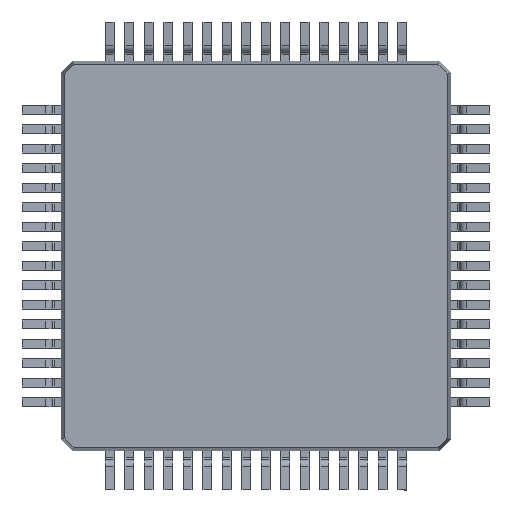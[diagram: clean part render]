
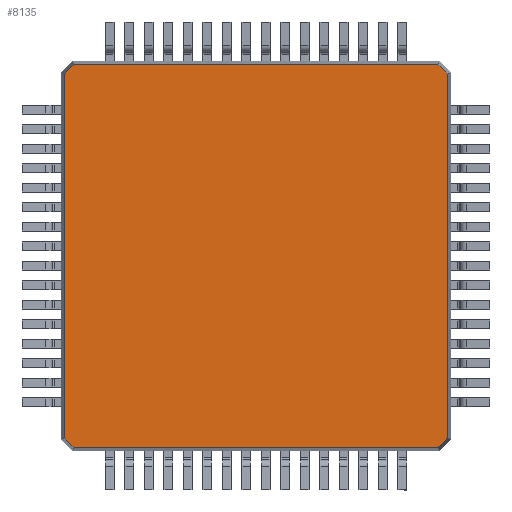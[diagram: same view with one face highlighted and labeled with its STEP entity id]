
A CAD part, front view. The second image highlights one B-rep face of the part: STEP entity #8135.
In plain terms, the highlighted planar face has unit normal (0, -1, 0).
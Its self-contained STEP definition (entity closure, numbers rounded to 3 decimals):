
#81 = ORIENTED_EDGE ( 'NONE', *, *, #259, .T. ) ;
#259 = EDGE_CURVE ( 'NONE', #19410, #16712, #27057, .T. ) ;
#1499 = VERTEX_POINT ( 'NONE', #23063 ) ;
#1572 = VECTOR ( 'NONE', #15426, 1000. ) ;
#2163 = DIRECTION ( 'NONE',  ( -0.707, 0., -0.707 ) ) ;
#2744 = LINE ( 'NONE', #18628, #26679 ) ;
#2791 = VECTOR ( 'NONE', #12587, 1000. ) ;
#3971 = VECTOR ( 'NONE', #22544, 1000. ) ;
#4005 = VECTOR ( 'NONE', #18192, 1000. ) ;
#4097 = ORIENTED_EDGE ( 'NONE', *, *, #27151, .T. ) ;
#4157 = DIRECTION ( 'NONE',  ( 0., 1., 0. ) ) ;
#4461 = AXIS2_PLACEMENT_3D ( 'NONE', #8526, #4157, #13642 ) ;
#4488 = DIRECTION ( 'NONE',  ( -1., 0., 0. ) ) ;
#5450 = CARTESIAN_POINT ( 'NONE',  ( -4.911, 0.15, -4.7 ) ) ;
#5600 = CARTESIAN_POINT ( 'NONE',  ( 4.663, 0.15, -4.911 ) ) ;
#5843 = CARTESIAN_POINT ( 'NONE',  ( 4.911, 0.15, 4.663 ) ) ;
#6512 = CARTESIAN_POINT ( 'NONE',  ( 4.663, 0.15, 4.911 ) ) ;
#8135 = ADVANCED_FACE ( 'NONE', ( #29834 ), #30278, .F. ) ;
#8526 = CARTESIAN_POINT ( 'NONE',  ( 0., 0.15, 0. ) ) ;
#8908 = VECTOR ( 'NONE', #19149, 1000. ) ;
#9532 = CARTESIAN_POINT ( 'NONE',  ( 4.7, 0.15, -4.911 ) ) ;
#9865 = VERTEX_POINT ( 'NONE', #6512 ) ;
#11163 = VERTEX_POINT ( 'NONE', #30735 ) ;
#12587 = DIRECTION ( 'NONE',  ( 0.707, 0., 0.707 ) ) ;
#13058 = LINE ( 'NONE', #5450, #3971 ) ;
#13477 = EDGE_CURVE ( 'NONE', #28077, #9865, #27844, .T. ) ;
#13642 = DIRECTION ( 'NONE',  ( 0., 0., 1. ) ) ;
#13684 = LINE ( 'NONE', #18353, #1572 ) ;
#13987 = LINE ( 'NONE', #25827, #21431 ) ;
#14525 = VERTEX_POINT ( 'NONE', #29714 ) ;
#14568 = EDGE_CURVE ( 'NONE', #14525, #28708, #13684, .T. ) ;
#14625 = EDGE_CURVE ( 'NONE', #1499, #11163, #13987, .T. ) ;
#15280 = DIRECTION ( 'NONE',  ( 0., 0., 1. ) ) ;
#15426 = DIRECTION ( 'NONE',  ( 0.707, 0., -0.707 ) ) ;
#16473 = EDGE_CURVE ( 'NONE', #28708, #19410, #26625, .T. ) ;
#16712 = VERTEX_POINT ( 'NONE', #28165 ) ;
#18192 = DIRECTION ( 'NONE',  ( -0.707, 0., 0.707 ) ) ;
#18353 = CARTESIAN_POINT ( 'NONE',  ( -4.637, 0.15, -4.937 ) ) ;
#18628 = CARTESIAN_POINT ( 'NONE',  ( -4.7, 0.15, 4.911 ) ) ;
#19149 = DIRECTION ( 'NONE',  ( 1., 0., 0. ) ) ;
#19410 = VERTEX_POINT ( 'NONE', #5600 ) ;
#20420 = ORIENTED_EDGE ( 'NONE', *, *, #20929, .T. ) ;
#20462 = ORIENTED_EDGE ( 'NONE', *, *, #13477, .T. ) ;
#20929 = EDGE_CURVE ( 'NONE', #9865, #1499, #2744, .T. ) ;
#21431 = VECTOR ( 'NONE', #2163, 1000. ) ;
#21920 = CARTESIAN_POINT ( 'NONE',  ( 4.937, 0.15, -4.637 ) ) ;
#21968 = ORIENTED_EDGE ( 'NONE', *, *, #14568, .T. ) ;
#22544 = DIRECTION ( 'NONE',  ( 0., 0., -1. ) ) ;
#23063 = CARTESIAN_POINT ( 'NONE',  ( -4.663, 0.15, 4.911 ) ) ;
#25201 = ORIENTED_EDGE ( 'NONE', *, *, #16473, .T. ) ;
#25255 = ORIENTED_EDGE ( 'NONE', *, *, #14625, .T. ) ;
#25827 = CARTESIAN_POINT ( 'NONE',  ( -4.937, 0.15, 4.637 ) ) ;
#26625 = LINE ( 'NONE', #9532, #8908 ) ;
#26626 = CARTESIAN_POINT ( 'NONE',  ( 4.911, 0.15, 4.7 ) ) ;
#26679 = VECTOR ( 'NONE', #4488, 1000. ) ;
#27057 = LINE ( 'NONE', #21920, #2791 ) ;
#27151 = EDGE_CURVE ( 'NONE', #11163, #14525, #13058, .T. ) ;
#27844 = LINE ( 'NONE', #29555, #4005 ) ;
#28015 = CARTESIAN_POINT ( 'NONE',  ( -4.663, 0.15, -4.911 ) ) ;
#28071 = ORIENTED_EDGE ( 'NONE', *, *, #28406, .T. ) ;
#28077 = VERTEX_POINT ( 'NONE', #5843 ) ;
#28165 = CARTESIAN_POINT ( 'NONE',  ( 4.911, 0.15, -4.663 ) ) ;
#28406 = EDGE_CURVE ( 'NONE', #16712, #28077, #29440, .T. ) ;
#28708 = VERTEX_POINT ( 'NONE', #28015 ) ;
#29440 = LINE ( 'NONE', #26626, #30339 ) ;
#29555 = CARTESIAN_POINT ( 'NONE',  ( 4.637, 0.15, 4.937 ) ) ;
#29714 = CARTESIAN_POINT ( 'NONE',  ( -4.911, 0.15, -4.663 ) ) ;
#29834 = FACE_OUTER_BOUND ( 'NONE', #29947, .T. ) ;
#29947 = EDGE_LOOP ( 'NONE', ( #4097, #21968, #25201, #81, #28071, #20462, #20420, #25255 ) ) ;
#30278 = PLANE ( 'NONE',  #4461 ) ;
#30339 = VECTOR ( 'NONE', #15280, 1000. ) ;
#30735 = CARTESIAN_POINT ( 'NONE',  ( -4.911, 0.15, 4.663 ) ) ;
